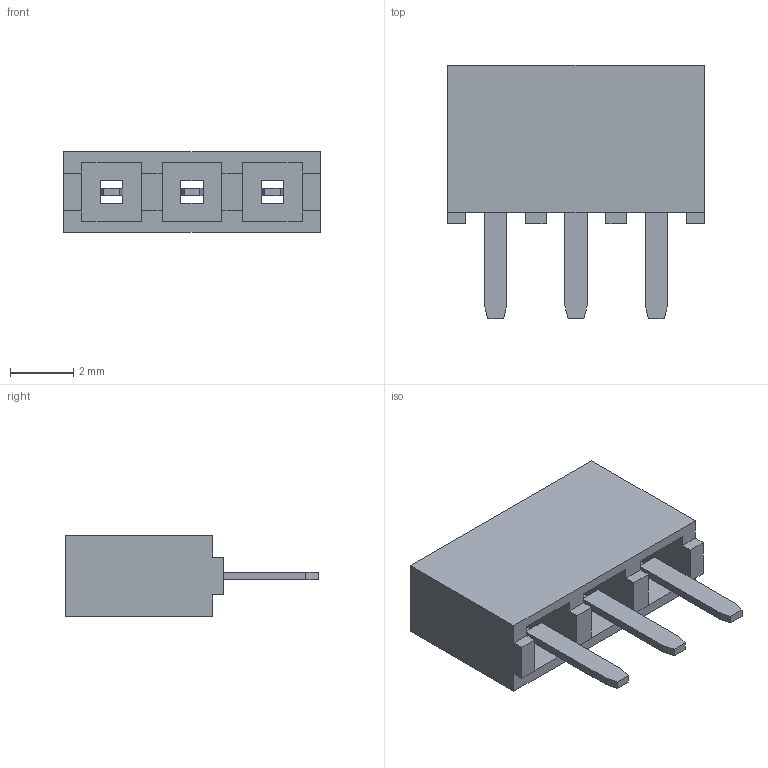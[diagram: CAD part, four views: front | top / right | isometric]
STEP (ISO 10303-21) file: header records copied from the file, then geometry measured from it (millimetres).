
FILE_DESCRIPTION (( 'STEP AP203' ), '1' );
FILE_NAME ('BG095-03-X-X-X_revE.STEP', '2014-03-18T16:41:36', ( '' ), ( '' ), 'SwSTEP 2.0', 'SolidWorks 2010', '' );
FILE_SCHEMA (( 'CONFIG_CONTROL_DESIGN' ));
Length unit declared in the file: millimetre
Products named in the file (3): BG095-3way-Insulator; BG095-03-X-X-X_revE; BG095-Contact
Assembly tree (4 placements, depth 2):
  BG095-03-X-X-X_revE
    BG095-Contact  x3
    BG095-3way-Insulator
Bounding box: 8.12 x 8 x 2.54 mm (x, y, z)
Volume: 53.7 mm3; surface area: 261.7 mm2
Topology: 4 solids, 4 shells, 82 faces, 210 edges, 136 vertices
Faces by surface type: plane 82
Entity records: 2363 total; most frequent: CARTESIAN_POINT 359, ORIENTED_EDGE 348, DIRECTION 320, VECTOR 174, LINE 174, EDGE_CURVE 174, VERTEX_POINT 112, AXIS2_PLACEMENT_3D 73
